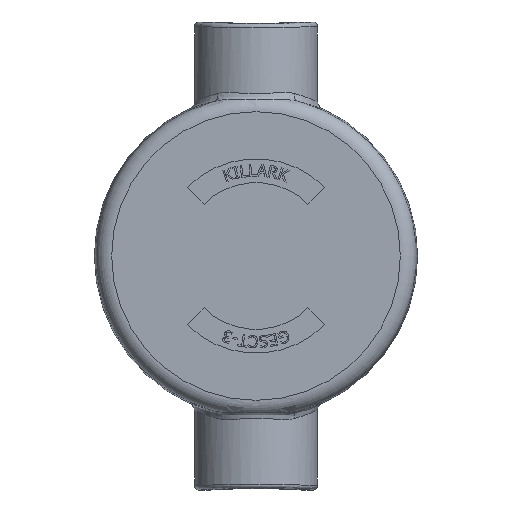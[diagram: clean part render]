
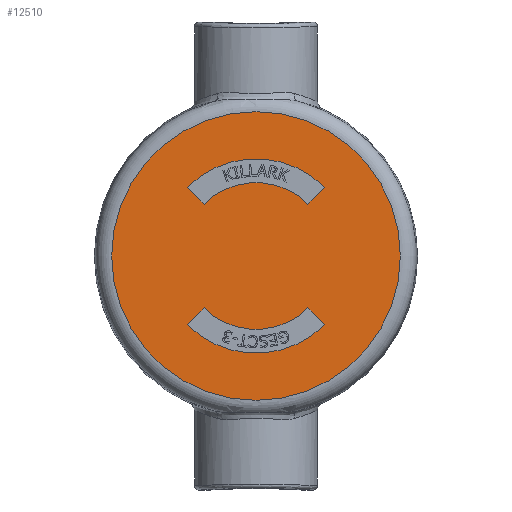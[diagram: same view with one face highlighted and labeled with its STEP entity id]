
A CAD part, front view. The second image highlights one B-rep face of the part: STEP entity #12510.
In plain terms, the highlighted planar face has unit normal (0, -1, 0).
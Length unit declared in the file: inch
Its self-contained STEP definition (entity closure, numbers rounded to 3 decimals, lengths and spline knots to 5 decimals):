
#898=FACE_BOUND('',#2144,.T.);
#899=FACE_BOUND('',#2145,.T.);
#977=PLANE('',#13377);
#1430=FACE_OUTER_BOUND('',#2143,.T.);
#2143=EDGE_LOOP('',(#9017,#9018));
#2144=EDGE_LOOP('',(#9019,#9020,#9021,#9022));
#2145=EDGE_LOOP('',(#9023,#9024,#9025,#9026));
#2889=LINE('',#18981,#4119);
#2890=LINE('',#18984,#4120);
#2891=LINE('',#18989,#4121);
#2892=LINE('',#18992,#4122);
#4119=VECTOR('',#14236,0.3937);
#4120=VECTOR('',#14239,0.3937);
#4121=VECTOR('',#14242,0.3937);
#4122=VECTOR('',#14245,0.3937);
#5365=CIRCLE('',#13368,2.27469);
#5369=CIRCLE('',#13372,2.27469);
#5372=CIRCLE('',#13378,1.53125);
#5373=CIRCLE('',#13379,1.15625);
#5374=CIRCLE('',#13380,1.53125);
#5375=CIRCLE('',#13381,1.15625);
#5554=VERTEX_POINT('',#18690);
#5555=VERTEX_POINT('',#18691);
#5558=VERTEX_POINT('',#18977);
#5559=VERTEX_POINT('',#18978);
#5560=VERTEX_POINT('',#18980);
#5561=VERTEX_POINT('',#18982);
#5562=VERTEX_POINT('',#18985);
#5563=VERTEX_POINT('',#18986);
#5564=VERTEX_POINT('',#18988);
#5565=VERTEX_POINT('',#18990);
#6900=EDGE_CURVE('',#5554,#5555,#5365,.T.);
#6905=EDGE_CURVE('',#5555,#5554,#5369,.T.);
#6912=EDGE_CURVE('',#5558,#5559,#5372,.T.);
#6913=EDGE_CURVE('',#5559,#5560,#2889,.T.);
#6914=EDGE_CURVE('',#5560,#5561,#5373,.T.);
#6915=EDGE_CURVE('',#5561,#5558,#2890,.T.);
#6916=EDGE_CURVE('',#5562,#5563,#5374,.T.);
#6917=EDGE_CURVE('',#5563,#5564,#2891,.T.);
#6918=EDGE_CURVE('',#5564,#5565,#5375,.T.);
#6919=EDGE_CURVE('',#5565,#5562,#2892,.T.);
#9017=ORIENTED_EDGE('',*,*,#6900,.F.);
#9018=ORIENTED_EDGE('',*,*,#6905,.F.);
#9019=ORIENTED_EDGE('',*,*,#6912,.T.);
#9020=ORIENTED_EDGE('',*,*,#6913,.T.);
#9021=ORIENTED_EDGE('',*,*,#6914,.T.);
#9022=ORIENTED_EDGE('',*,*,#6915,.T.);
#9023=ORIENTED_EDGE('',*,*,#6916,.T.);
#9024=ORIENTED_EDGE('',*,*,#6917,.T.);
#9025=ORIENTED_EDGE('',*,*,#6918,.T.);
#9026=ORIENTED_EDGE('',*,*,#6919,.T.);
#12510=ADVANCED_FACE('',(#1430,#898,#899),#977,.T.);
#13368=AXIS2_PLACEMENT_3D('',#18692,#14214,#14215);
#13372=AXIS2_PLACEMENT_3D('',#18707,#14222,#14223);
#13377=AXIS2_PLACEMENT_3D('',#18976,#14232,#14233);
#13378=AXIS2_PLACEMENT_3D('',#18979,#14234,#14235);
#13379=AXIS2_PLACEMENT_3D('',#18983,#14237,#14238);
#13380=AXIS2_PLACEMENT_3D('',#18987,#14240,#14241);
#13381=AXIS2_PLACEMENT_3D('',#18991,#14243,#14244);
#14214=DIRECTION('center_axis',(0.,1.,0.));
#14215=DIRECTION('ref_axis',(-1.,0.,0.));
#14222=DIRECTION('center_axis',(0.,1.,0.));
#14223=DIRECTION('ref_axis',(-1.,0.,0.));
#14232=DIRECTION('center_axis',(0.,-1.,0.));
#14233=DIRECTION('ref_axis',(0.,0.,-1.));
#14234=DIRECTION('center_axis',(0.,1.,0.));
#14235=DIRECTION('ref_axis',(-0.707,0.,-0.707));
#14236=DIRECTION('',(-0.707,0.,-0.707));
#14237=DIRECTION('center_axis',(0.,-1.,0.));
#14238=DIRECTION('ref_axis',(0.707,0.,0.707));
#14239=DIRECTION('',(-0.707,0.,0.707));
#14240=DIRECTION('center_axis',(0.,1.,0.));
#14241=DIRECTION('ref_axis',(0.707,0.,0.707));
#14242=DIRECTION('',(0.707,0.,0.707));
#14243=DIRECTION('center_axis',(0.,-1.,0.));
#14244=DIRECTION('ref_axis',(-0.707,0.,-0.707));
#14245=DIRECTION('',(0.707,0.,-0.707));
#18690=CARTESIAN_POINT('',(2.27469,-1.09375,0.));
#18691=CARTESIAN_POINT('',(0.,-1.09375,2.27469));
#18692=CARTESIAN_POINT('Origin',(0.,-1.09375,0.));
#18707=CARTESIAN_POINT('Origin',(0.,-1.09375,0.));
#18976=CARTESIAN_POINT('Origin',(1.25912,-1.09375,0.));
#18977=CARTESIAN_POINT('',(-1.08276,-1.09375,1.08276));
#18978=CARTESIAN_POINT('',(1.08276,-1.09375,1.08276));
#18979=CARTESIAN_POINT('Origin',(0.,-1.09375,0.));
#18980=CARTESIAN_POINT('',(0.81759,-1.09375,0.81759));
#18981=CARTESIAN_POINT('',(0.72358,-1.09375,0.72358));
#18982=CARTESIAN_POINT('',(-0.81759,-1.09375,0.81759));
#18983=CARTESIAN_POINT('Origin',(0.,-1.09375,0.));
#18984=CARTESIAN_POINT('',(-0.2266,-1.09375,0.2266));
#18985=CARTESIAN_POINT('',(1.08276,-1.09375,-1.08276));
#18986=CARTESIAN_POINT('',(-1.08276,-1.09375,-1.08276));
#18987=CARTESIAN_POINT('Origin',(0.,-1.09375,0.));
#18988=CARTESIAN_POINT('',(-0.81759,-1.09375,-0.81759));
#18989=CARTESIAN_POINT('',(-0.09402,-1.09375,-0.09402));
#18990=CARTESIAN_POINT('',(0.81759,-1.09375,-0.81759));
#18991=CARTESIAN_POINT('Origin',(0.,-1.09375,0.));
#18992=CARTESIAN_POINT('',(0.85616,-1.09375,-0.85616));
